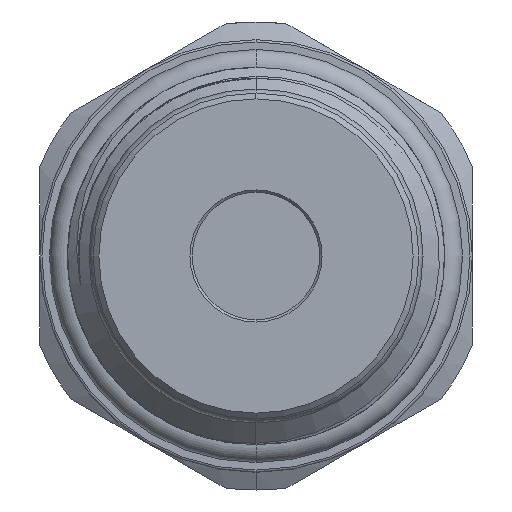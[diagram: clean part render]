
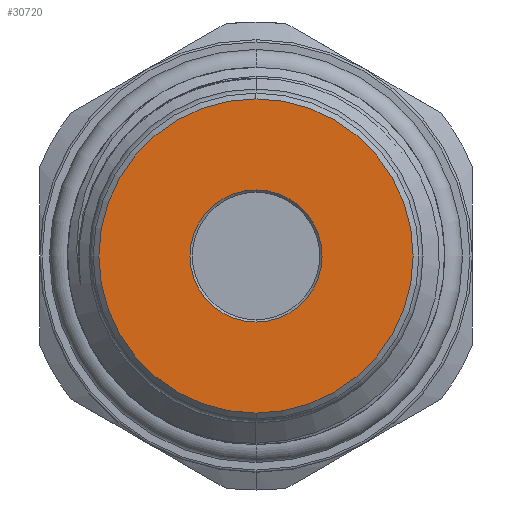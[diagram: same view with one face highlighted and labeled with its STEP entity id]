
A CAD part, left-side view. The second image highlights one B-rep face of the part: STEP entity #30720.
In plain terms, the highlighted planar face has unit normal (-1, 0, 0).
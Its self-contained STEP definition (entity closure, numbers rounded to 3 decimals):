
#229 = VERTEX_POINT ( 'NONE', #22968 ) ;
#309 = DIRECTION ( 'NONE',  ( -1., 0., 0. ) ) ;
#453 = CIRCLE ( 'NONE', #21332, 5.8 ) ;
#2078 = DIRECTION ( 'NONE',  ( 0., 0., 1. ) ) ;
#2470 = DIRECTION ( 'NONE',  ( 1., 0., 0. ) ) ;
#5878 = VERTEX_POINT ( 'NONE', #22849 ) ;
#7433 = ORIENTED_EDGE ( 'NONE', *, *, #20935, .T. ) ;
#8035 = VERTEX_POINT ( 'NONE', #20332 ) ;
#11391 = CARTESIAN_POINT ( 'NONE',  ( -42.9, 0., 0. ) ) ;
#11588 = CIRCLE ( 'NONE', #22156, 5.8 ) ;
#12238 = CARTESIAN_POINT ( 'NONE',  ( -42.9, 0., 5.8 ) ) ;
#15192 = CARTESIAN_POINT ( 'NONE',  ( -42.9, 0., 0. ) ) ;
#15243 = DIRECTION ( 'NONE',  ( 1., 0., 0. ) ) ;
#15927 = ORIENTED_EDGE ( 'NONE', *, *, #22139, .T. ) ;
#15978 = AXIS2_PLACEMENT_3D ( 'NONE', #15192, #29387, #2078 ) ;
#16767 = DIRECTION ( 'NONE',  ( -1., 0., 0. ) ) ;
#18120 = FACE_BOUND ( 'NONE', #33742, .T. ) ;
#18369 = PLANE ( 'NONE',  #15978 ) ;
#18507 = AXIS2_PLACEMENT_3D ( 'NONE', #11391, #309, #22108 ) ;
#19746 = DIRECTION ( 'NONE',  ( 0., 0., 1. ) ) ;
#19939 = EDGE_LOOP ( 'NONE', ( #29914, #7433 ) ) ;
#20332 = CARTESIAN_POINT ( 'NONE',  ( -42.9, 0., -13.8 ) ) ;
#20626 = CIRCLE ( 'NONE', #18507, 13.8 ) ;
#20935 = EDGE_CURVE ( 'NONE', #5878, #8035, #20626, .T. ) ;
#21332 = AXIS2_PLACEMENT_3D ( 'NONE', #31563, #15243, #34320 ) ;
#21754 = CIRCLE ( 'NONE', #30482, 13.8 ) ;
#22108 = DIRECTION ( 'NONE',  ( 0., 0., 1. ) ) ;
#22139 = EDGE_CURVE ( 'NONE', #32963, #229, #11588, .T. ) ;
#22156 = AXIS2_PLACEMENT_3D ( 'NONE', #29674, #2470, #32617 ) ;
#22849 = CARTESIAN_POINT ( 'NONE',  ( -42.9, 0., 13.8 ) ) ;
#22968 = CARTESIAN_POINT ( 'NONE',  ( -42.9, 0., -5.8 ) ) ;
#24670 = EDGE_CURVE ( 'NONE', #8035, #5878, #21754, .T. ) ;
#24924 = EDGE_CURVE ( 'NONE', #229, #32963, #453, .T. ) ;
#26033 = FACE_OUTER_BOUND ( 'NONE', #19939, .T. ) ;
#29387 = DIRECTION ( 'NONE',  ( -1., 0., 0. ) ) ;
#29674 = CARTESIAN_POINT ( 'NONE',  ( -42.9, 0., 0. ) ) ;
#29914 = ORIENTED_EDGE ( 'NONE', *, *, #24670, .T. ) ;
#30482 = AXIS2_PLACEMENT_3D ( 'NONE', #33112, #16767, #19746 ) ;
#30720 = ADVANCED_FACE ( 'NONE', ( #18120, #26033 ), #18369, .T. ) ;
#31563 = CARTESIAN_POINT ( 'NONE',  ( -42.9, 0., 0. ) ) ;
#32017 = ORIENTED_EDGE ( 'NONE', *, *, #24924, .T. ) ;
#32617 = DIRECTION ( 'NONE',  ( 0., 0., 1. ) ) ;
#32963 = VERTEX_POINT ( 'NONE', #12238 ) ;
#33112 = CARTESIAN_POINT ( 'NONE',  ( -42.9, 0., 0. ) ) ;
#33742 = EDGE_LOOP ( 'NONE', ( #15927, #32017 ) ) ;
#34320 = DIRECTION ( 'NONE',  ( 0., 0., 1. ) ) ;
